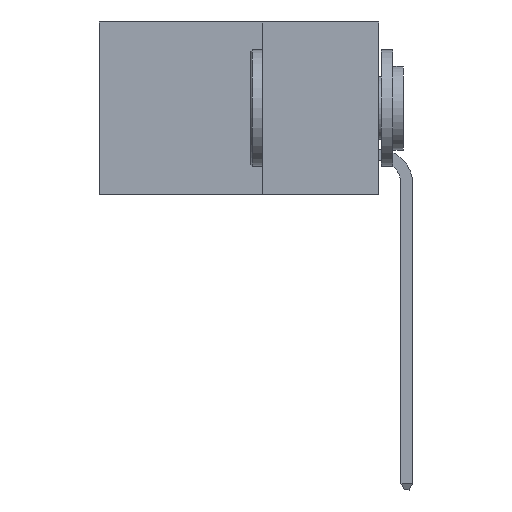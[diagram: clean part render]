
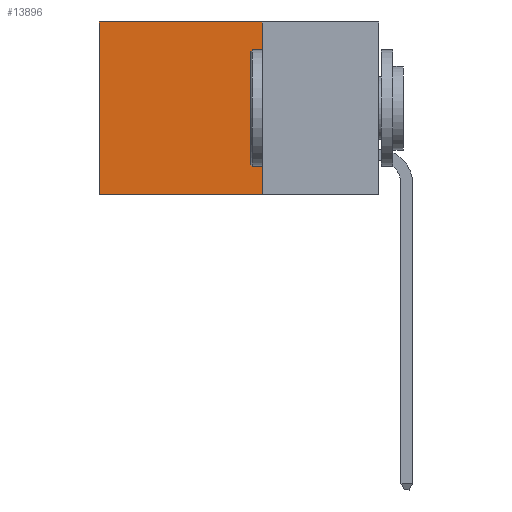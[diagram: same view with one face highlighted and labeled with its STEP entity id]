
A CAD part, left-side view. The second image highlights one B-rep face of the part: STEP entity #13896.
In plain terms, the highlighted planar face has unit normal (-1, 0, 0).
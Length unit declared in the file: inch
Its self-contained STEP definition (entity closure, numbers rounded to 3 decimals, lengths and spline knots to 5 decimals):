
#336 = EDGE_CURVE ( 'NONE', #11095, #18160, #15529, .T. ) ;
#676 = VECTOR ( 'NONE', #13106, 39.37008 ) ;
#773 = VERTEX_POINT ( 'NONE', #15886 ) ;
#2045 = ORIENTED_EDGE ( 'NONE', *, *, #3034, .F. ) ;
#2415 = CARTESIAN_POINT ( 'NONE',  ( 0.298, 0.25, -0.37 ) ) ;
#3034 = EDGE_CURVE ( 'NONE', #18160, #13113, #18527, .T. ) ;
#4261 = FACE_OUTER_BOUND ( 'NONE', #10795, .T. ) ;
#5818 = CARTESIAN_POINT ( 'NONE',  ( 0.298, 0.25, 0. ) ) ;
#6269 = EDGE_CURVE ( 'NONE', #11095, #773, #19613, .T. ) ;
#6423 = VECTOR ( 'NONE', #8230, 39.37008 ) ;
#7356 = CARTESIAN_POINT ( 'NONE',  ( 0.298, 0.25, -0.37 ) ) ;
#7858 = CARTESIAN_POINT ( 'NONE',  ( 0.298, 0.6, -0.37 ) ) ;
#8230 = DIRECTION ( 'NONE',  ( 0., 0., -1. ) ) ;
#8365 = AXIS2_PLACEMENT_3D ( 'NONE', #12606, #10741, #15695 ) ;
#8459 = ORIENTED_EDGE ( 'NONE', *, *, #6269, .T. ) ;
#8561 = ORIENTED_EDGE ( 'NONE', *, *, #11421, .T. ) ;
#9145 = DIRECTION ( 'NONE',  ( 0., 0., -1. ) ) ;
#10574 = ORIENTED_EDGE ( 'NONE', *, *, #336, .F. ) ;
#10606 = PLANE ( 'NONE',  #8365 ) ;
#10741 = DIRECTION ( 'NONE',  ( 1., 0., 0. ) ) ;
#10764 = VECTOR ( 'NONE', #12628, 39.37008 ) ;
#10795 = EDGE_LOOP ( 'NONE', ( #8561, #2045, #10574, #8459 ) ) ;
#10961 = VECTOR ( 'NONE', #9145, 39.37008 ) ;
#11095 = VERTEX_POINT ( 'NONE', #21425 ) ;
#11421 = EDGE_CURVE ( 'NONE', #773, #13113, #14955, .T. ) ;
#12606 = CARTESIAN_POINT ( 'NONE',  ( 0.298, 0.25, 0. ) ) ;
#12628 = DIRECTION ( 'NONE',  ( 0., 1., 0. ) ) ;
#13106 = DIRECTION ( 'NONE',  ( 0., 1., 0. ) ) ;
#13113 = VERTEX_POINT ( 'NONE', #7858 ) ;
#13896 = ADVANCED_FACE ( 'NONE', ( #4261 ), #10606, .F. ) ;
#14955 = LINE ( 'NONE', #20319, #6423 ) ;
#15529 = LINE ( 'NONE', #5818, #10961 ) ;
#15695 = DIRECTION ( 'NONE',  ( 0., 0., -1. ) ) ;
#15886 = CARTESIAN_POINT ( 'NONE',  ( 0.298, 0.6, 0. ) ) ;
#16456 = CARTESIAN_POINT ( 'NONE',  ( 0.298, 0.25, 0. ) ) ;
#18160 = VERTEX_POINT ( 'NONE', #2415 ) ;
#18527 = LINE ( 'NONE', #7356, #10764 ) ;
#19613 = LINE ( 'NONE', #16456, #676 ) ;
#20319 = CARTESIAN_POINT ( 'NONE',  ( 0.298, 0.6, 0. ) ) ;
#21425 = CARTESIAN_POINT ( 'NONE',  ( 0.298, 0.25, 0. ) ) ;
